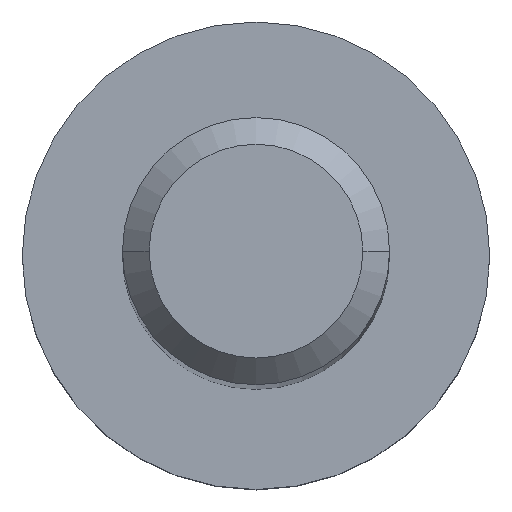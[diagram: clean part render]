
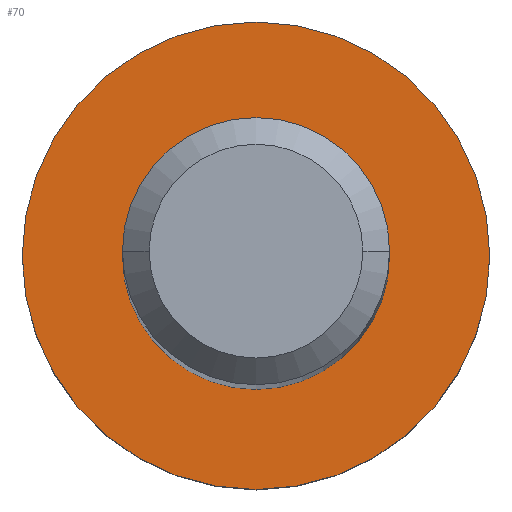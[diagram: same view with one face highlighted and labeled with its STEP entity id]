
A CAD part, top view. The second image highlights one B-rep face of the part: STEP entity #70.
In plain terms, the highlighted planar face has unit normal (0, 0, 1).
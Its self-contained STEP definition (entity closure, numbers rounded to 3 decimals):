
#34 = ORIENTED_EDGE ( 'NONE', *, *, #142, .F. ) ;
#37 = DIRECTION ( 'NONE',  ( 0., 0., -1. ) ) ;
#40 = ORIENTED_EDGE ( 'NONE', *, *, #127, .F. ) ;
#45 = ORIENTED_EDGE ( 'NONE', *, *, #411, .F. ) ;
#47 = ORIENTED_EDGE ( 'NONE', *, *, #137, .F. ) ;
#57 = DIRECTION ( 'NONE',  ( 0., 0., -1. ) ) ;
#69 = DIRECTION ( 'NONE',  ( 0., 0., 1. ) ) ;
#70 = ADVANCED_FACE ( 'NONE', ( #543, #534 ), #491, .F. ) ;
#72 = CARTESIAN_POINT ( 'NONE',  ( 2., 0., 0. ) ) ;
#78 = AXIS2_PLACEMENT_3D ( 'NONE', #266, #57, #565 ) ;
#79 = CARTESIAN_POINT ( 'NONE',  ( -2., 0., 0. ) ) ;
#127 = EDGE_CURVE ( 'NONE', #336, #326, #268, .T. ) ;
#134 = VERTEX_POINT ( 'NONE', #393 ) ;
#137 = EDGE_CURVE ( 'NONE', #226, #134, #146, .T. ) ;
#142 = EDGE_CURVE ( 'NONE', #326, #336, #438, .T. ) ;
#146 = CIRCLE ( 'NONE', #78, 3.5 ) ;
#176 = DIRECTION ( 'NONE',  ( 0., 0., -1. ) ) ;
#226 = VERTEX_POINT ( 'NONE', #233 ) ;
#233 = CARTESIAN_POINT ( 'NONE',  ( 3.5, 0., 0. ) ) ;
#244 = DIRECTION ( 'NONE',  ( 1., 0., 0. ) ) ;
#256 = CIRCLE ( 'NONE', #308, 3.5 ) ;
#266 = CARTESIAN_POINT ( 'NONE',  ( 0., 0., 0. ) ) ;
#268 = CIRCLE ( 'NONE', #461, 2. ) ;
#273 = CARTESIAN_POINT ( 'NONE',  ( 0., 0., 0. ) ) ;
#274 = CARTESIAN_POINT ( 'NONE',  ( 0., 0., 0. ) ) ;
#308 = AXIS2_PLACEMENT_3D ( 'NONE', #432, #37, #557 ) ;
#319 = AXIS2_PLACEMENT_3D ( 'NONE', #561, #176, #492 ) ;
#326 = VERTEX_POINT ( 'NONE', #72 ) ;
#336 = VERTEX_POINT ( 'NONE', #79 ) ;
#352 = DIRECTION ( 'NONE',  ( 0., 0., 1. ) ) ;
#358 = EDGE_LOOP ( 'NONE', ( #45, #47 ) ) ;
#393 = CARTESIAN_POINT ( 'NONE',  ( -3.5, 0., 0. ) ) ;
#411 = EDGE_CURVE ( 'NONE', #134, #226, #256, .T. ) ;
#413 = AXIS2_PLACEMENT_3D ( 'NONE', #273, #69, #244 ) ;
#432 = CARTESIAN_POINT ( 'NONE',  ( 0., 0., 0. ) ) ;
#438 = CIRCLE ( 'NONE', #413, 2. ) ;
#449 = DIRECTION ( 'NONE',  ( 1., 0., 0. ) ) ;
#457 = EDGE_LOOP ( 'NONE', ( #34, #40 ) ) ;
#461 = AXIS2_PLACEMENT_3D ( 'NONE', #274, #352, #449 ) ;
#491 = PLANE ( 'NONE',  #319 ) ;
#492 = DIRECTION ( 'NONE',  ( -1., 0., 0. ) ) ;
#534 = FACE_OUTER_BOUND ( 'NONE', #358, .T. ) ;
#543 = FACE_BOUND ( 'NONE', #457, .T. ) ;
#557 = DIRECTION ( 'NONE',  ( -1., 0., 0. ) ) ;
#561 = CARTESIAN_POINT ( 'NONE',  ( 0., 0., 0. ) ) ;
#565 = DIRECTION ( 'NONE',  ( -1., 0., 0. ) ) ;
